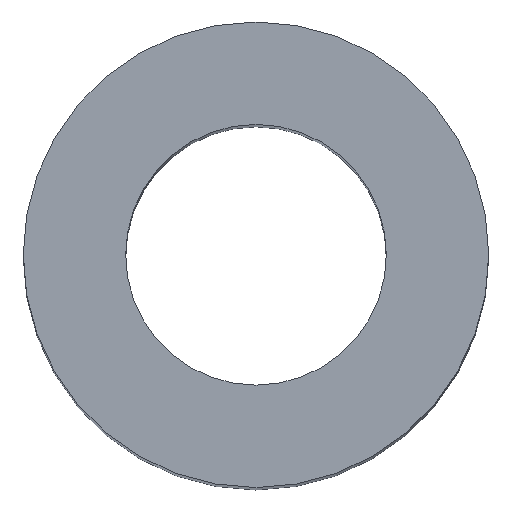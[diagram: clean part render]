
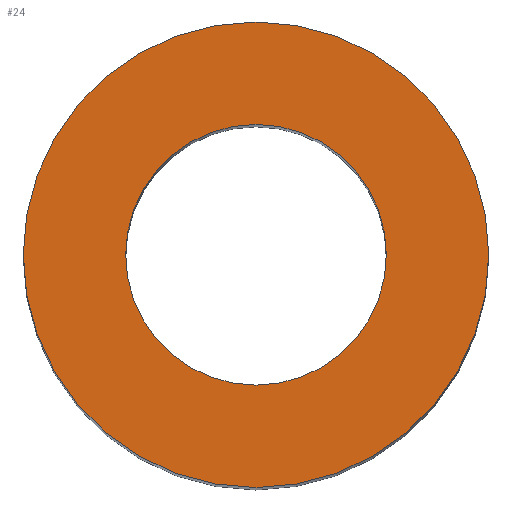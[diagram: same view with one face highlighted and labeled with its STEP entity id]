
A CAD part, top view. The second image highlights one B-rep face of the part: STEP entity #24.
In plain terms, the highlighted planar face has unit normal (0, 0, 1).
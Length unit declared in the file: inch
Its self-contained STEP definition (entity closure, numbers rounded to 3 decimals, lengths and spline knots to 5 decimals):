
#9 = CARTESIAN_POINT ( 'NONE',  ( 0., 0., 0.375 ) ) ;
#16 = CARTESIAN_POINT ( 'NONE',  ( 0., 0., 0.375 ) ) ;
#24 = ADVANCED_FACE ( 'NONE', ( #53, #249 ), #122, .T. ) ;
#27 = ORIENTED_EDGE ( 'NONE', *, *, #244, .F. ) ;
#28 = EDGE_LOOP ( 'NONE', ( #27, #234 ) ) ;
#29 = DIRECTION ( 'NONE',  ( 1., 0., 0. ) ) ;
#37 = CARTESIAN_POINT ( 'NONE',  ( 0., 0., 0.375 ) ) ;
#42 = CARTESIAN_POINT ( 'NONE',  ( -0.07, 0., 0.375 ) ) ;
#43 = VERTEX_POINT ( 'NONE', #104 ) ;
#52 = DIRECTION ( 'NONE',  ( 1., 0., 0. ) ) ;
#53 = FACE_OUTER_BOUND ( 'NONE', #225, .T. ) ;
#55 = AXIS2_PLACEMENT_3D ( 'NONE', #16, #196, #159 ) ;
#56 = DIRECTION ( 'NONE',  ( 1., 0., 0. ) ) ;
#58 = EDGE_CURVE ( 'NONE', #242, #43, #142, .T. ) ;
#60 = DIRECTION ( 'NONE',  ( 0., 0., 1. ) ) ;
#62 = EDGE_CURVE ( 'NONE', #121, #245, #100, .T. ) ;
#72 = CARTESIAN_POINT ( 'NONE',  ( 0., 0., 0.375 ) ) ;
#83 = EDGE_CURVE ( 'NONE', #43, #242, #238, .T. ) ;
#87 = DIRECTION ( 'NONE',  ( 0., 0., 1. ) ) ;
#100 = CIRCLE ( 'NONE', #118, 0.07 ) ;
#103 = DIRECTION ( 'NONE',  ( 0., 0., 1. ) ) ;
#104 = CARTESIAN_POINT ( 'NONE',  ( 0.125, 0., 0.375 ) ) ;
#105 = AXIS2_PLACEMENT_3D ( 'NONE', #37, #60, #56 ) ;
#116 = CARTESIAN_POINT ( 'NONE',  ( -0.125, 0., 0.375 ) ) ;
#118 = AXIS2_PLACEMENT_3D ( 'NONE', #169, #221, #52 ) ;
#121 = VERTEX_POINT ( 'NONE', #209 ) ;
#122 = PLANE ( 'NONE',  #231 ) ;
#142 = CIRCLE ( 'NONE', #157, 0.125 ) ;
#150 = DIRECTION ( 'NONE',  ( 1., 0., 0. ) ) ;
#157 = AXIS2_PLACEMENT_3D ( 'NONE', #72, #87, #150 ) ;
#159 = DIRECTION ( 'NONE',  ( 1., 0., 0. ) ) ;
#168 = ORIENTED_EDGE ( 'NONE', *, *, #58, .T. ) ;
#169 = CARTESIAN_POINT ( 'NONE',  ( 0., 0., 0.375 ) ) ;
#177 = ORIENTED_EDGE ( 'NONE', *, *, #83, .T. ) ;
#196 = DIRECTION ( 'NONE',  ( 0., 0., 1. ) ) ;
#203 = CIRCLE ( 'NONE', #55, 0.07 ) ;
#209 = CARTESIAN_POINT ( 'NONE',  ( 0.07, 0., 0.375 ) ) ;
#221 = DIRECTION ( 'NONE',  ( 0., 0., 1. ) ) ;
#225 = EDGE_LOOP ( 'NONE', ( #168, #177 ) ) ;
#231 = AXIS2_PLACEMENT_3D ( 'NONE', #9, #103, #29 ) ;
#234 = ORIENTED_EDGE ( 'NONE', *, *, #62, .F. ) ;
#238 = CIRCLE ( 'NONE', #105, 0.125 ) ;
#242 = VERTEX_POINT ( 'NONE', #116 ) ;
#244 = EDGE_CURVE ( 'NONE', #245, #121, #203, .T. ) ;
#245 = VERTEX_POINT ( 'NONE', #42 ) ;
#249 = FACE_BOUND ( 'NONE', #28, .T. ) ;
